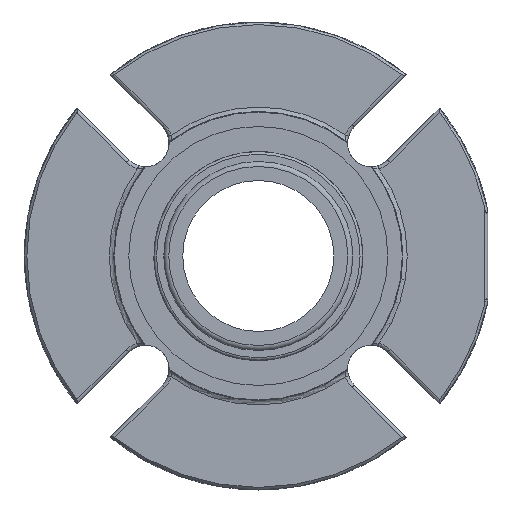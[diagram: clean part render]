
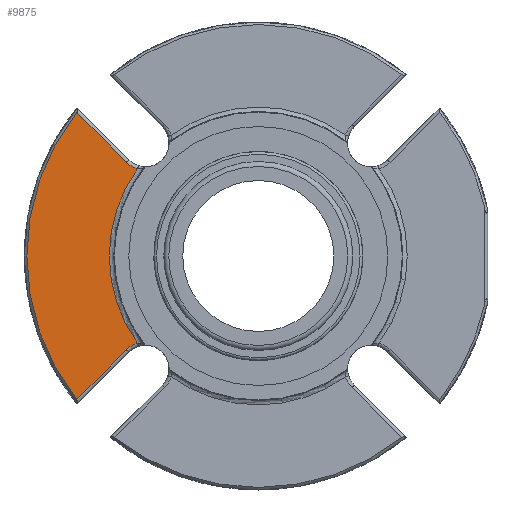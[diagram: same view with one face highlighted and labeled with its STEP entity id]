
A CAD part, left-side view. The second image highlights one B-rep face of the part: STEP entity #9875.
In plain terms, the highlighted planar face has unit normal (-1, 0, 0).
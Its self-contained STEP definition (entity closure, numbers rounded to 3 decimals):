
#1171=LINE('',#19977,#1678);
#1173=LINE('',#19983,#1680);
#1678=VECTOR('',#13009,1000.);
#1680=VECTOR('',#13015,1000.);
#1908=PLANE('',#10797);
#4128=ORIENTED_EDGE('',*,*,#6065,.T.);
#4129=ORIENTED_EDGE('',*,*,#5858,.F.);
#4130=ORIENTED_EDGE('',*,*,#6062,.T.);
#4131=ORIENTED_EDGE('',*,*,#6066,.T.);
#4132=ORIENTED_EDGE('',*,*,#6067,.T.);
#4133=ORIENTED_EDGE('',*,*,#6068,.T.);
#5858=EDGE_CURVE('',#7031,#7032,#7653,.T.);
#6062=EDGE_CURVE('',#7031,#7140,#1171,.F.);
#6065=EDGE_CURVE('',#7142,#7032,#1173,.F.);
#6066=EDGE_CURVE('',#7140,#7143,#7748,.F.);
#6067=EDGE_CURVE('',#7143,#7144,#7749,.F.);
#6068=EDGE_CURVE('',#7144,#7142,#7750,.F.);
#7031=VERTEX_POINT('',#19102);
#7032=VERTEX_POINT('',#19103);
#7140=VERTEX_POINT('',#19978);
#7142=VERTEX_POINT('',#19984);
#7143=VERTEX_POINT('',#19986);
#7144=VERTEX_POINT('',#19988);
#7653=CIRCLE('',#10629,68.961);
#7748=CIRCLE('',#10798,8.);
#7749=CIRCLE('',#10799,44.375);
#7750=CIRCLE('',#10800,8.);
#8366=EDGE_LOOP('',(#4128,#4129,#4130,#4131,#4132,#4133));
#9058=FACE_BOUND('',#8366,.T.);
#9875=ADVANCED_FACE('',(#9058),#1908,.T.);
#10629=AXIS2_PLACEMENT_3D('',#19101,#12619,#12620);
#10797=AXIS2_PLACEMENT_3D('',#19982,#13013,#13014);
#10798=AXIS2_PLACEMENT_3D('',#19985,#13016,#13017);
#10799=AXIS2_PLACEMENT_3D('',#19987,#13018,#13019);
#10800=AXIS2_PLACEMENT_3D('',#19989,#13020,#13021);
#12619=DIRECTION('',(1.,0.,0.));
#12620=DIRECTION('',(0.,0.,1.));
#13009=DIRECTION('',(0.,0.707,-0.707));
#13013=DIRECTION('',(-1.,0.,0.));
#13014=DIRECTION('',(0.,-1.,0.));
#13015=DIRECTION('',(0.,-0.707,-0.707));
#13016=DIRECTION('',(-1.,0.,0.));
#13017=DIRECTION('',(0.,-1.,0.));
#13018=DIRECTION('',(-1.,0.,0.));
#13019=DIRECTION('',(0.,-1.,0.));
#13020=DIRECTION('',(-1.,0.,0.));
#13021=DIRECTION('',(0.,-1.,0.));
#19101=CARTESIAN_POINT('',(-8.128,0.,0.));
#19102=CARTESIAN_POINT('',(-8.128,54.09,-42.777));
#19103=CARTESIAN_POINT('',(-8.128,54.09,42.777));
#19977=CARTESIAN_POINT('',(-8.128,39.244,-27.931));
#19978=CARTESIAN_POINT('',(-8.128,39.244,-27.931));
#19982=CARTESIAN_POINT('',(-8.128,70.625,0.));
#19983=CARTESIAN_POINT('',(-8.128,55.35,44.037));
#19984=CARTESIAN_POINT('',(-8.128,39.244,27.931));
#19985=CARTESIAN_POINT('',(-8.128,33.588,-33.588));
#19986=CARTESIAN_POINT('',(-8.128,35.991,-25.957));
#19987=CARTESIAN_POINT('',(-8.128,0.,0.));
#19988=CARTESIAN_POINT('',(-8.128,35.991,25.957));
#19989=CARTESIAN_POINT('',(-8.128,33.588,33.588));
